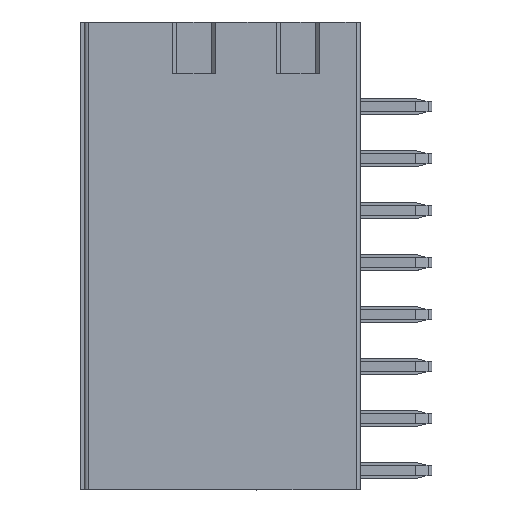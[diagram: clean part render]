
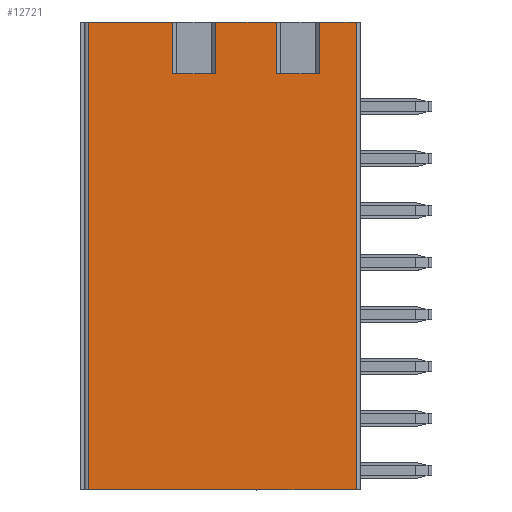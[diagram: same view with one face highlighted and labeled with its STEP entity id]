
A CAD part, top view. The second image highlights one B-rep face of the part: STEP entity #12721.
In plain terms, the highlighted planar face has unit normal (0, 0, 1).
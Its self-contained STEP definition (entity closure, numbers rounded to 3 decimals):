
#1668=DIRECTION('',(1.,0.,0.));
#1669=VECTOR('',#1668,13.1);
#1670=CARTESIAN_POINT('',(-13.3,-17.78,0.));
#1671=LINE('',#1670,#1669);
#2443=DIRECTION('',(1.,0.,0.));
#2444=VECTOR('',#2443,2.98);
#2445=CARTESIAN_POINT('',(-7.08,5.08,0.));
#2446=LINE('',#2445,#2444);
#2459=DIRECTION('',(1.,0.,0.));
#2460=VECTOR('',#2459,4.12);
#2461=CARTESIAN_POINT('',(-13.3,5.08,0.));
#2462=LINE('',#2461,#2460);
#2548=DIRECTION('',(1.,0.,0.));
#2549=VECTOR('',#2548,1.8);
#2550=CARTESIAN_POINT('',(-2.,5.08,0.));
#2551=LINE('',#2550,#2549);
#2949=DIRECTION('',(0.,1.,0.));
#2950=VECTOR('',#2949,22.86);
#2951=CARTESIAN_POINT('',(-13.3,-17.78,0.));
#2952=LINE('',#2951,#2950);
#2953=DIRECTION('',(0.,1.,0.));
#2954=VECTOR('',#2953,2.54);
#2955=CARTESIAN_POINT('',(-9.18,2.54,0.));
#2956=LINE('',#2955,#2954);
#2957=DIRECTION('',(1.,0.,0.));
#2958=VECTOR('',#2957,2.1);
#2959=CARTESIAN_POINT('',(-9.18,2.54,0.));
#2960=LINE('',#2959,#2958);
#2961=DIRECTION('',(0.,1.,0.));
#2962=VECTOR('',#2961,2.54);
#2963=CARTESIAN_POINT('',(-7.08,2.54,0.));
#2964=LINE('',#2963,#2962);
#2965=DIRECTION('',(0.,1.,0.));
#2966=VECTOR('',#2965,2.54);
#2967=CARTESIAN_POINT('',(-4.1,2.54,0.));
#2968=LINE('',#2967,#2966);
#2969=DIRECTION('',(1.,0.,0.));
#2970=VECTOR('',#2969,2.1);
#2971=CARTESIAN_POINT('',(-4.1,2.54,0.));
#2972=LINE('',#2971,#2970);
#2973=DIRECTION('',(0.,1.,0.));
#2974=VECTOR('',#2973,2.54);
#2975=CARTESIAN_POINT('',(-2.,2.54,0.));
#2976=LINE('',#2975,#2974);
#2977=DIRECTION('',(0.,1.,0.));
#2978=VECTOR('',#2977,22.86);
#2979=CARTESIAN_POINT('',(-0.2,-17.78,0.));
#2980=LINE('',#2979,#2978);
#6919=CARTESIAN_POINT('',(-13.3,5.08,0.));
#6920=VERTEX_POINT('',#6919);
#6921=CARTESIAN_POINT('',(-0.2,5.08,0.));
#6923=VERTEX_POINT('',#6921);
#7002=CARTESIAN_POINT('',(-4.1,5.08,0.));
#7004=VERTEX_POINT('',#7002);
#7005=CARTESIAN_POINT('',(-2.,5.08,0.));
#7007=VERTEX_POINT('',#7005);
#7013=CARTESIAN_POINT('',(-9.18,5.08,0.));
#7014=VERTEX_POINT('',#7013);
#7015=CARTESIAN_POINT('',(-7.08,5.08,0.));
#7016=VERTEX_POINT('',#7015);
#7034=CARTESIAN_POINT('',(-4.1,2.54,0.));
#7036=VERTEX_POINT('',#7034);
#7037=CARTESIAN_POINT('',(-2.,2.54,0.));
#7039=VERTEX_POINT('',#7037);
#7045=CARTESIAN_POINT('',(-9.18,2.54,0.));
#7046=VERTEX_POINT('',#7045);
#7047=CARTESIAN_POINT('',(-7.08,2.54,0.));
#7048=VERTEX_POINT('',#7047);
#8115=CARTESIAN_POINT('',(-13.3,-17.78,0.));
#8116=VERTEX_POINT('',#8115);
#8117=CARTESIAN_POINT('',(-0.2,-17.78,0.));
#8118=VERTEX_POINT('',#8117);
#12698=CARTESIAN_POINT('',(-13.3,0.,0.));
#12699=DIRECTION('',(0.,0.,1.));
#12700=DIRECTION('',(1.,0.,0.));
#12701=AXIS2_PLACEMENT_3D('',#12698,#12699,#12700);
#12702=PLANE('',#12701);
#12704=ORIENTED_EDGE('',*,*,#12703,.F.);
#12705=ORIENTED_EDGE('',*,*,#10644,.F.);
#12707=ORIENTED_EDGE('',*,*,#12706,.T.);
#12708=ORIENTED_EDGE('',*,*,#12035,.T.);
#12710=ORIENTED_EDGE('',*,*,#12709,.F.);
#12711=ORIENTED_EDGE('',*,*,#12665,.T.);
#12713=ORIENTED_EDGE('',*,*,#12712,.T.);
#12714=ORIENTED_EDGE('',*,*,#12027,.T.);
#12715=ORIENTED_EDGE('',*,*,#12633,.F.);
#12716=ORIENTED_EDGE('',*,*,#12651,.T.);
#12717=ORIENTED_EDGE('',*,*,#12693,.T.);
#12718=ORIENTED_EDGE('',*,*,#12069,.T.);
#12719=EDGE_LOOP('',(#12704,#12705,#12707,#12708,#12710,#12711,#12713,#12714,
#12715,#12716,#12717,#12718));
#12720=FACE_OUTER_BOUND('',#12719,.F.);
#10644=EDGE_CURVE('',#8116,#8118,#1671,.T.);
#12027=EDGE_CURVE('',#7016,#7004,#2446,.T.);
#12035=EDGE_CURVE('',#6920,#7014,#2462,.T.);
#12069=EDGE_CURVE('',#7007,#6923,#2551,.T.);
#12633=EDGE_CURVE('',#7036,#7004,#2968,.T.);
#12651=EDGE_CURVE('',#7036,#7039,#2972,.T.);
#12665=EDGE_CURVE('',#7046,#7048,#2960,.T.);
#12693=EDGE_CURVE('',#7039,#7007,#2976,.T.);
#12703=EDGE_CURVE('',#8118,#6923,#2980,.T.);
#12706=EDGE_CURVE('',#8116,#6920,#2952,.T.);
#12709=EDGE_CURVE('',#7046,#7014,#2956,.T.);
#12712=EDGE_CURVE('',#7048,#7016,#2964,.T.);
#12721=ADVANCED_FACE('',(#12720),#12702,.T.);
